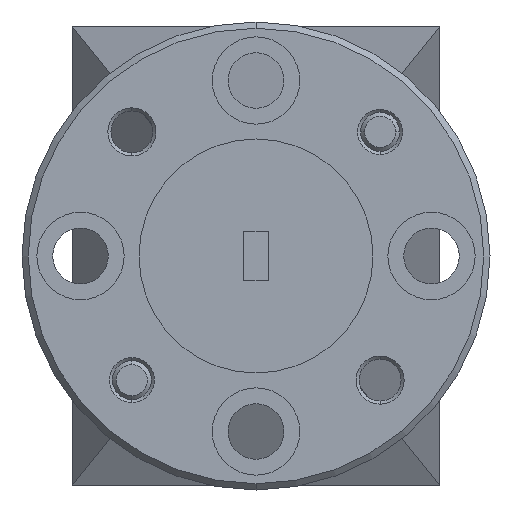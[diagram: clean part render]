
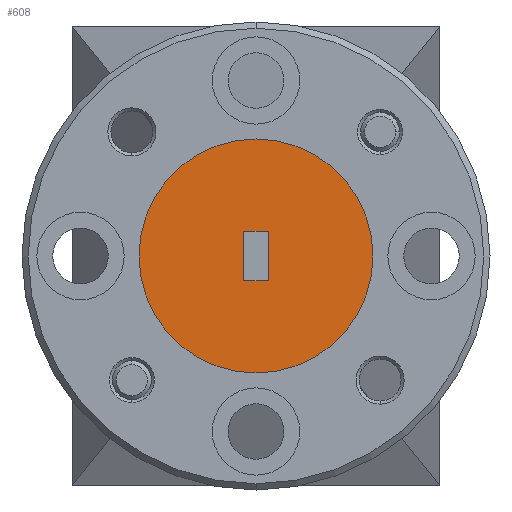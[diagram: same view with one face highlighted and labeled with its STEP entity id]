
A CAD part, left-side view. The second image highlights one B-rep face of the part: STEP entity #608.
In plain terms, the highlighted planar face has unit normal (-1, 0, 0).
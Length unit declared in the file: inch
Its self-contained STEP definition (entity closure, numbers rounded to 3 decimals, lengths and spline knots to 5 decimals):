
#12 = VECTOR ( 'NONE', #1391, 39.37008 ) ;
#24 = CARTESIAN_POINT ( 'NONE',  ( -3.14457, 0.74634, 0.74904 ) ) ;
#65 = CARTESIAN_POINT ( 'NONE',  ( -3.14457, 0.74634, 0.66904 ) ) ;
#101 = CIRCLE ( 'NONE', #1359, 0.1875 ) ;
#165 = VERTEX_POINT ( 'NONE', #324 ) ;
#242 = DIRECTION ( 'NONE',  ( 0., 0., -1. ) ) ;
#324 = CARTESIAN_POINT ( 'NONE',  ( -3.14457, 0.93384, 0.70904 ) ) ;
#354 = FACE_BOUND ( 'NONE', #640, .T. ) ;
#423 = CARTESIAN_POINT ( 'NONE',  ( -3.14457, 0.76634, 0.66904 ) ) ;
#461 = ORIENTED_EDGE ( 'NONE', *, *, #815, .T. ) ;
#470 = EDGE_CURVE ( 'NONE', #2371, #1784, #1204, .T. ) ;
#522 = DIRECTION ( 'NONE',  ( 1., 0., 0. ) ) ;
#548 = ORIENTED_EDGE ( 'NONE', *, *, #470, .T. ) ;
#573 = DIRECTION ( 'NONE',  ( 0., -1., 0. ) ) ;
#574 = CARTESIAN_POINT ( 'NONE',  ( -3.14457, 0.74634, 0.70904 ) ) ;
#594 = CIRCLE ( 'NONE', #713, 0.1875 ) ;
#608 = ADVANCED_FACE ( 'NONE', ( #354, #2342 ), #2344, .T. ) ;
#640 = EDGE_LOOP ( 'NONE', ( #461, #2358, #548, #1144 ) ) ;
#694 = DIRECTION ( 'NONE',  ( 0., 1., 0. ) ) ;
#711 = LINE ( 'NONE', #65, #2312 ) ;
#713 = AXIS2_PLACEMENT_3D ( 'NONE', #574, #522, #1086 ) ;
#774 = CARTESIAN_POINT ( 'NONE',  ( -3.14457, 0.55884, 0.70904 ) ) ;
#785 = EDGE_LOOP ( 'NONE', ( #1672, #1556 ) ) ;
#804 = LINE ( 'NONE', #1362, #12 ) ;
#815 = EDGE_CURVE ( 'NONE', #1390, #2014, #711, .T. ) ;
#1031 = CARTESIAN_POINT ( 'NONE',  ( -3.14457, 0.76634, 0.74904 ) ) ;
#1086 = DIRECTION ( 'NONE',  ( 0., 1., 0. ) ) ;
#1088 = DIRECTION ( 'NONE',  ( 1., 0., 0. ) ) ;
#1144 = ORIENTED_EDGE ( 'NONE', *, *, #1230, .T. ) ;
#1170 = VERTEX_POINT ( 'NONE', #774 ) ;
#1200 = CARTESIAN_POINT ( 'NONE',  ( -3.14457, 0.74634, 0.70904 ) ) ;
#1204 = LINE ( 'NONE', #24, #1975 ) ;
#1212 = DIRECTION ( 'NONE',  ( -1., 0., 0. ) ) ;
#1230 = EDGE_CURVE ( 'NONE', #1784, #1390, #2150, .T. ) ;
#1248 = CARTESIAN_POINT ( 'NONE',  ( -3.14457, 0.74634, 0.70904 ) ) ;
#1277 = AXIS2_PLACEMENT_3D ( 'NONE', #1200, #1212, #1395 ) ;
#1314 = EDGE_CURVE ( 'NONE', #165, #1170, #101, .T. ) ;
#1359 = AXIS2_PLACEMENT_3D ( 'NONE', #1248, #1088, #694 ) ;
#1362 = CARTESIAN_POINT ( 'NONE',  ( -3.14457, 0.76634, 0.70904 ) ) ;
#1390 = VERTEX_POINT ( 'NONE', #2037 ) ;
#1391 = DIRECTION ( 'NONE',  ( 0., 0., 1. ) ) ;
#1395 = DIRECTION ( 'NONE',  ( 0., -1., 0. ) ) ;
#1556 = ORIENTED_EDGE ( 'NONE', *, *, #1850, .F. ) ;
#1652 = VECTOR ( 'NONE', #242, 39.37008 ) ;
#1672 = ORIENTED_EDGE ( 'NONE', *, *, #1314, .F. ) ;
#1784 = VERTEX_POINT ( 'NONE', #2029 ) ;
#1850 = EDGE_CURVE ( 'NONE', #1170, #165, #594, .T. ) ;
#1901 = CARTESIAN_POINT ( 'NONE',  ( -3.14457, 0.72634, 0.70904 ) ) ;
#1938 = DIRECTION ( 'NONE',  ( 0., 1., 0. ) ) ;
#1975 = VECTOR ( 'NONE', #573, 39.37008 ) ;
#2014 = VERTEX_POINT ( 'NONE', #423 ) ;
#2029 = CARTESIAN_POINT ( 'NONE',  ( -3.14457, 0.72634, 0.74904 ) ) ;
#2037 = CARTESIAN_POINT ( 'NONE',  ( -3.14457, 0.72634, 0.66904 ) ) ;
#2150 = LINE ( 'NONE', #1901, #1652 ) ;
#2195 = EDGE_CURVE ( 'NONE', #2014, #2371, #804, .T. ) ;
#2312 = VECTOR ( 'NONE', #1938, 39.37008 ) ;
#2342 = FACE_OUTER_BOUND ( 'NONE', #785, .T. ) ;
#2344 = PLANE ( 'NONE',  #1277 ) ;
#2358 = ORIENTED_EDGE ( 'NONE', *, *, #2195, .T. ) ;
#2371 = VERTEX_POINT ( 'NONE', #1031 ) ;
